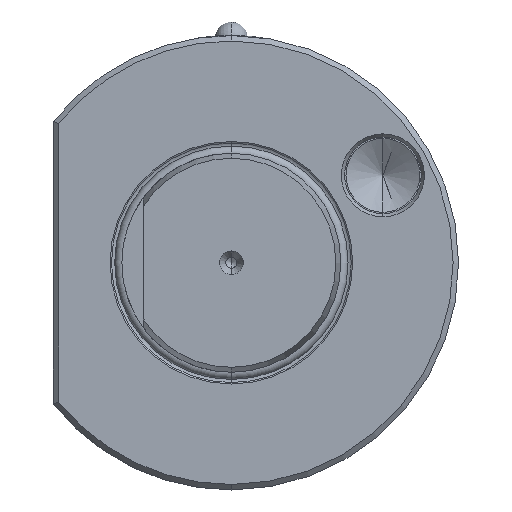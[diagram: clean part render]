
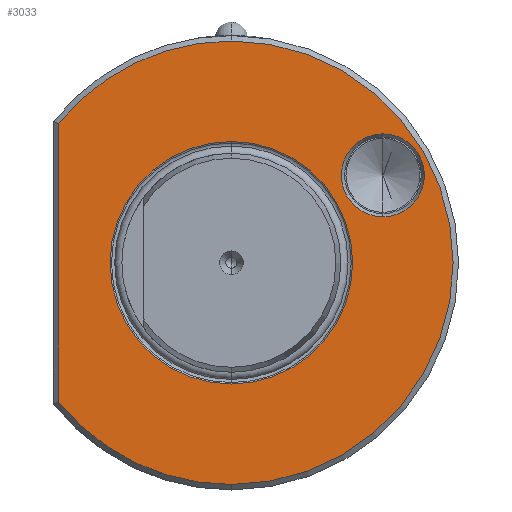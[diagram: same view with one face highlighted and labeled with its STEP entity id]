
A CAD part, left-side view. The second image highlights one B-rep face of the part: STEP entity #3033.
In plain terms, the highlighted planar face has unit normal (-1, 0, 0).
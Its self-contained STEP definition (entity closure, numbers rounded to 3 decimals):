
#3033 = ADVANCED_FACE ( 'NONE', ( #8260, #8222, #8213 ), #19364, .F. ) ;
#6351 = CARTESIAN_POINT ( 'NONE',  ( 2., 0., 0. ) ) ;
#6359 = DIRECTION ( 'NONE',  ( 0., 0., -1. ) ) ;
#6360 = DIRECTION ( 'NONE',  ( 1., 0., 0. ) ) ;
#6462 = DIRECTION ( 'NONE',  ( 0., 0., -1. ) ) ;
#6475 = CARTESIAN_POINT ( 'NONE',  ( 2., 0., 0. ) ) ;
#6476 = DIRECTION ( 'NONE',  ( 1., 0., 0. ) ) ;
#6792 = CARTESIAN_POINT ( 'NONE',  ( 2., 31.5, 25.456 ) ) ;
#6808 = CARTESIAN_POINT ( 'NONE',  ( 2., 0., -40.5 ) ) ;
#6822 = CARTESIAN_POINT ( 'NONE',  ( 2., 0., 22.15 ) ) ;
#6825 = CARTESIAN_POINT ( 'NONE',  ( 2., 0., 40.5 ) ) ;
#6869 = CARTESIAN_POINT ( 'NONE',  ( 2., 31.5, -25.456 ) ) ;
#7376 = DIRECTION ( 'NONE',  ( 0., 0., -1. ) ) ;
#7402 = DIRECTION ( 'NONE',  ( 1., 0., 0. ) ) ;
#7414 = CARTESIAN_POINT ( 'NONE',  ( 2., 0., 0. ) ) ;
#7800 = ORIENTED_EDGE ( 'NONE', *, *, #14247, .T. ) ;
#7805 = ORIENTED_EDGE ( 'NONE', *, *, #13744, .T. ) ;
#7833 = ORIENTED_EDGE ( 'NONE', *, *, #13361, .T. ) ;
#7841 = ORIENTED_EDGE ( 'NONE', *, *, #13372, .T. ) ;
#7849 = ORIENTED_EDGE ( 'NONE', *, *, #13348, .T. ) ;
#7917 = ORIENTED_EDGE ( 'NONE', *, *, #13454, .F. ) ;
#7948 = ORIENTED_EDGE ( 'NONE', *, *, #14223, .F. ) ;
#7952 = ORIENTED_EDGE ( 'NONE', *, *, #14196, .F. ) ;
#8213 = FACE_OUTER_BOUND ( 'NONE', #24980, .T. ) ;
#8222 = FACE_BOUND ( 'NONE', #24926, .T. ) ;
#8260 = FACE_BOUND ( 'NONE', #24928, .T. ) ;
#10206 = VERTEX_POINT ( 'NONE', #28249 ) ;
#10210 = VERTEX_POINT ( 'NONE', #28298 ) ;
#10228 = VERTEX_POINT ( 'NONE', #28352 ) ;
#12703 = CARTESIAN_POINT ( 'NONE',  ( 2., -27.68, 15.97 ) ) ;
#12727 = DIRECTION ( 'NONE',  ( 1., 0., 0. ) ) ;
#12747 = DIRECTION ( 'NONE',  ( 0., 0., -1. ) ) ;
#13348 = EDGE_CURVE ( 'NONE', #25132, #25193, #27161, .T. ) ;
#13361 = EDGE_CURVE ( 'NONE', #10206, #25140, #27193, .T. ) ;
#13372 = EDGE_CURVE ( 'NONE', #10210, #10228, #27185, .T. ) ;
#13454 = EDGE_CURVE ( 'NONE', #25127, #25193, #27294, .T. ) ;
#13744 = EDGE_CURVE ( 'NONE', #10228, #10210, #26624, .T. ) ;
#14026 = AXIS2_PLACEMENT_3D ( 'NONE', #19354, #19345, #19369 ) ;
#14196 = EDGE_CURVE ( 'NONE', #25132, #25134, #27274, .T. ) ;
#14223 = EDGE_CURVE ( 'NONE', #25134, #25127, #15020, .T. ) ;
#14247 = EDGE_CURVE ( 'NONE', #25140, #10206, #15004, .T. ) ;
#15004 = CIRCLE ( 'NONE', #19470, 22.15 ) ;
#15020 = CIRCLE ( 'NONE', #19500, 40.5 ) ;
#15971 = DIRECTION ( 'NONE',  ( 0., 0., -1. ) ) ;
#16011 = CARTESIAN_POINT ( 'NONE',  ( 2., 0., 0. ) ) ;
#16040 = DIRECTION ( 'NONE',  ( 1., 0., 0. ) ) ;
#17282 = CARTESIAN_POINT ( 'NONE',  ( 2., 0., 0. ) ) ;
#17294 = DIRECTION ( 'NONE',  ( 0., 0., -1. ) ) ;
#17309 = DIRECTION ( 'NONE',  ( 1., 0., 0. ) ) ;
#17335 = CARTESIAN_POINT ( 'NONE',  ( 2., -27.68, 15.97 ) ) ;
#17337 = DIRECTION ( 'NONE',  ( 1., 0., 0. ) ) ;
#17338 = DIRECTION ( 'NONE',  ( 0., 0., -1. ) ) ;
#19345 = DIRECTION ( 'NONE',  ( 1., 0., 0. ) ) ;
#19354 = CARTESIAN_POINT ( 'NONE',  ( 2., 20., 0. ) ) ;
#19364 = PLANE ( 'NONE',  #14026 ) ;
#19369 = DIRECTION ( 'NONE',  ( 0., 0., -1. ) ) ;
#19470 = AXIS2_PLACEMENT_3D ( 'NONE', #6475, #6476, #6462 ) ;
#19471 = AXIS2_PLACEMENT_3D ( 'NONE', #7414, #7402, #7376 ) ;
#19500 = AXIS2_PLACEMENT_3D ( 'NONE', #6351, #6360, #6359 ) ;
#19937 = AXIS2_PLACEMENT_3D ( 'NONE', #17335, #17337, #17338 ) ;
#19955 = AXIS2_PLACEMENT_3D ( 'NONE', #17282, #17309, #17294 ) ;
#19961 = AXIS2_PLACEMENT_3D ( 'NONE', #16011, #16040, #15971 ) ;
#19990 = AXIS2_PLACEMENT_3D ( 'NONE', #12703, #12727, #12747 ) ;
#24926 = EDGE_LOOP ( 'NONE', ( #7805, #7841 ) ) ;
#24928 = EDGE_LOOP ( 'NONE', ( #7800, #7833 ) ) ;
#24980 = EDGE_LOOP ( 'NONE', ( #7952, #7849, #7917, #7948 ) ) ;
#25127 = VERTEX_POINT ( 'NONE', #6808 ) ;
#25132 = VERTEX_POINT ( 'NONE', #6792 ) ;
#25134 = VERTEX_POINT ( 'NONE', #6825 ) ;
#25140 = VERTEX_POINT ( 'NONE', #6822 ) ;
#25193 = VERTEX_POINT ( 'NONE', #6869 ) ;
#26624 = CIRCLE ( 'NONE', #19990, 7.577 ) ;
#27161 = LINE ( 'NONE', #28607, #27180 ) ;
#27180 = VECTOR ( 'NONE', #28604, 1000. ) ;
#27185 = CIRCLE ( 'NONE', #19937, 7.577 ) ;
#27193 = CIRCLE ( 'NONE', #19955, 22.15 ) ;
#27274 = CIRCLE ( 'NONE', #19471, 40.5 ) ;
#27294 = CIRCLE ( 'NONE', #19961, 40.5 ) ;
#28249 = CARTESIAN_POINT ( 'NONE',  ( 2., 0., -22.15 ) ) ;
#28298 = CARTESIAN_POINT ( 'NONE',  ( 2., -27.68, 8.393 ) ) ;
#28352 = CARTESIAN_POINT ( 'NONE',  ( 2., -27.68, 23.547 ) ) ;
#28604 = DIRECTION ( 'NONE',  ( 0., 0., -1. ) ) ;
#28607 = CARTESIAN_POINT ( 'NONE',  ( 2., 31.5, -24.166 ) ) ;
